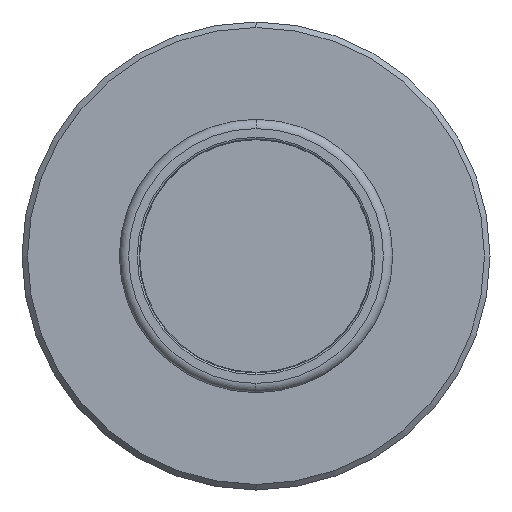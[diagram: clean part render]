
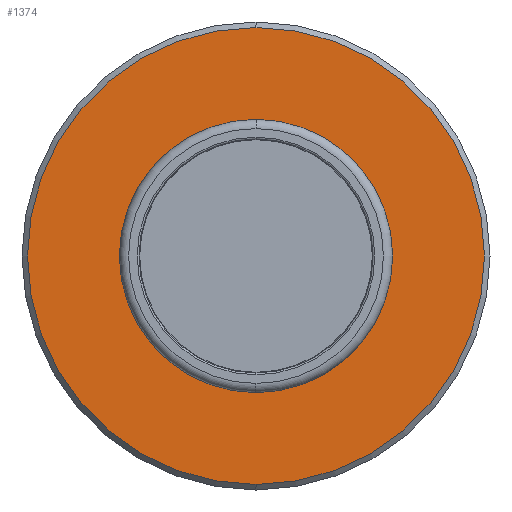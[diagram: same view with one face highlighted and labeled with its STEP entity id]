
A CAD part, left-side view. The second image highlights one B-rep face of the part: STEP entity #1374.
In plain terms, the highlighted planar face has unit normal (-1, 0, 0).
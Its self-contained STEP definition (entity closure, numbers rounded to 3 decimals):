
#51 = ORIENTED_EDGE ( 'NONE', *, *, #1059, .T. ) ;
#75 = EDGE_CURVE ( 'NONE', #193, #116, #535, .T. ) ;
#80 = CIRCLE ( 'NONE', #1264, 12.375 ) ;
#116 = VERTEX_POINT ( 'NONE', #351 ) ;
#169 = DIRECTION ( 'NONE',  ( 0., 0., -1. ) ) ;
#193 = VERTEX_POINT ( 'NONE', #515 ) ;
#255 = EDGE_LOOP ( 'NONE', ( #466, #51 ) ) ;
#271 = ORIENTED_EDGE ( 'NONE', *, *, #522, .F. ) ;
#351 = CARTESIAN_POINT ( 'NONE',  ( -5.03, 0., -7.404 ) ) ;
#426 = CARTESIAN_POINT ( 'NONE',  ( -5.03, 0., 0. ) ) ;
#466 = ORIENTED_EDGE ( 'NONE', *, *, #1219, .T. ) ;
#514 = CIRCLE ( 'NONE', #1011, 7.404 ) ;
#515 = CARTESIAN_POINT ( 'NONE',  ( -5.03, 0., 7.404 ) ) ;
#522 = EDGE_CURVE ( 'NONE', #116, #193, #514, .T. ) ;
#535 = CIRCLE ( 'NONE', #911, 7.404 ) ;
#580 = VERTEX_POINT ( 'NONE', #1275 ) ;
#592 = FACE_BOUND ( 'NONE', #1535, .T. ) ;
#603 = AXIS2_PLACEMENT_3D ( 'NONE', #426, #1586, #1257 ) ;
#669 = ORIENTED_EDGE ( 'NONE', *, *, #75, .F. ) ;
#746 = CARTESIAN_POINT ( 'NONE',  ( -5.03, 0., 0. ) ) ;
#767 = AXIS2_PLACEMENT_3D ( 'NONE', #1190, #807, #169 ) ;
#787 = CARTESIAN_POINT ( 'NONE',  ( -5.03, 0., 0. ) ) ;
#807 = DIRECTION ( 'NONE',  ( 1., 0., 0. ) ) ;
#879 = VERTEX_POINT ( 'NONE', #1210 ) ;
#911 = AXIS2_PLACEMENT_3D ( 'NONE', #787, #1537, #918 ) ;
#918 = DIRECTION ( 'NONE',  ( 0., 0., -1. ) ) ;
#938 = FACE_OUTER_BOUND ( 'NONE', #255, .T. ) ;
#994 = DIRECTION ( 'NONE',  ( -1., 0., 0. ) ) ;
#1011 = AXIS2_PLACEMENT_3D ( 'NONE', #746, #994, #1624 ) ;
#1059 = EDGE_CURVE ( 'NONE', #879, #580, #1101, .T. ) ;
#1101 = CIRCLE ( 'NONE', #603, 12.375 ) ;
#1190 = CARTESIAN_POINT ( 'NONE',  ( -5.03, 7.172, 0. ) ) ;
#1210 = CARTESIAN_POINT ( 'NONE',  ( -5.03, 0., 12.375 ) ) ;
#1219 = EDGE_CURVE ( 'NONE', #580, #879, #80, .T. ) ;
#1257 = DIRECTION ( 'NONE',  ( 0., 0., 1. ) ) ;
#1264 = AXIS2_PLACEMENT_3D ( 'NONE', #1650, #1524, #1644 ) ;
#1275 = CARTESIAN_POINT ( 'NONE',  ( -5.03, 0., -12.375 ) ) ;
#1374 = ADVANCED_FACE ( 'NONE', ( #938, #592 ), #1444, .F. ) ;
#1444 = PLANE ( 'NONE',  #767 ) ;
#1524 = DIRECTION ( 'NONE',  ( -1., 0., 0. ) ) ;
#1535 = EDGE_LOOP ( 'NONE', ( #271, #669 ) ) ;
#1537 = DIRECTION ( 'NONE',  ( -1., 0., 0. ) ) ;
#1586 = DIRECTION ( 'NONE',  ( -1., 0., 0. ) ) ;
#1624 = DIRECTION ( 'NONE',  ( 0., 0., -1. ) ) ;
#1644 = DIRECTION ( 'NONE',  ( 0., 0., 1. ) ) ;
#1650 = CARTESIAN_POINT ( 'NONE',  ( -5.03, 0., 0. ) ) ;
